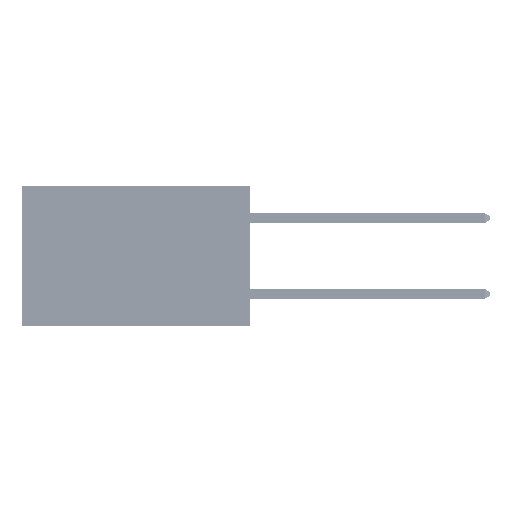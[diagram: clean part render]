
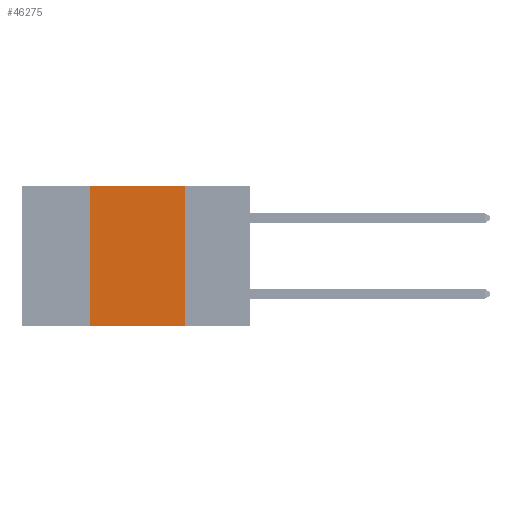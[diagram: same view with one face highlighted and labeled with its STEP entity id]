
A CAD part, left-side view. The second image highlights one B-rep face of the part: STEP entity #46275.
In plain terms, the highlighted planar face has unit normal (-1, 0, 0).
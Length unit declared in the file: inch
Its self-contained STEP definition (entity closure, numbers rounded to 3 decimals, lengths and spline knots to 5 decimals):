
#1653 = VECTOR ( 'NONE', #50687, 39.37008 ) ;
#3240 = CARTESIAN_POINT ( 'NONE',  ( 0., 0.42, 0. ) ) ;
#6561 = EDGE_CURVE ( 'NONE', #7134, #17030, #33644, .T. ) ;
#7134 = VERTEX_POINT ( 'NONE', #13957 ) ;
#7326 = VECTOR ( 'NONE', #51692, 39.37008 ) ;
#10302 = VERTEX_POINT ( 'NONE', #48390 ) ;
#12707 = CARTESIAN_POINT ( 'NONE',  ( 0., 0.42, 0. ) ) ;
#13273 = AXIS2_PLACEMENT_3D ( 'NONE', #28614, #24404, #48963 ) ;
#13957 = CARTESIAN_POINT ( 'NONE',  ( 0., 0.42, -0.37 ) ) ;
#14218 = VECTOR ( 'NONE', #34979, 39.37008 ) ;
#14230 = LINE ( 'NONE', #19455, #7326 ) ;
#17030 = VERTEX_POINT ( 'NONE', #22752 ) ;
#19455 = CARTESIAN_POINT ( 'NONE',  ( 0., 0.17, 0. ) ) ;
#20145 = EDGE_CURVE ( 'NONE', #22428, #10302, #51368, .T. ) ;
#20897 = PLANE ( 'NONE',  #13273 ) ;
#22428 = VERTEX_POINT ( 'NONE', #12707 ) ;
#22752 = CARTESIAN_POINT ( 'NONE',  ( 0., 0.17, -0.37 ) ) ;
#23230 = ORIENTED_EDGE ( 'NONE', *, *, #6561, .T. ) ;
#24404 = DIRECTION ( 'NONE',  ( 1., 0., 0. ) ) ;
#28486 = ORIENTED_EDGE ( 'NONE', *, *, #44128, .F. ) ;
#28614 = CARTESIAN_POINT ( 'NONE',  ( 0., 0.6, 0. ) ) ;
#29538 = CARTESIAN_POINT ( 'NONE',  ( 0., 0.6, 0. ) ) ;
#29898 = LINE ( 'NONE', #3240, #14218 ) ;
#33644 = LINE ( 'NONE', #34596, #1653 ) ;
#34596 = CARTESIAN_POINT ( 'NONE',  ( 0., 0.6, -0.37 ) ) ;
#34979 = DIRECTION ( 'NONE',  ( 0., 0., 1. ) ) ;
#41210 = EDGE_LOOP ( 'NONE', ( #51832, #42261, #28486, #23230 ) ) ;
#42150 = DIRECTION ( 'NONE',  ( 0., -1., 0. ) ) ;
#42261 = ORIENTED_EDGE ( 'NONE', *, *, #20145, .F. ) ;
#44128 = EDGE_CURVE ( 'NONE', #7134, #22428, #29898, .T. ) ;
#46211 = FACE_OUTER_BOUND ( 'NONE', #41210, .T. ) ;
#46275 = ADVANCED_FACE ( 'NONE', ( #46211 ), #20897, .F. ) ;
#46567 = EDGE_CURVE ( 'NONE', #10302, #17030, #14230, .T. ) ;
#48390 = CARTESIAN_POINT ( 'NONE',  ( 0., 0.17, 0. ) ) ;
#48963 = DIRECTION ( 'NONE',  ( 0., 0., -1. ) ) ;
#50687 = DIRECTION ( 'NONE',  ( 0., -1., 0. ) ) ;
#50762 = VECTOR ( 'NONE', #42150, 39.37008 ) ;
#51368 = LINE ( 'NONE', #29538, #50762 ) ;
#51692 = DIRECTION ( 'NONE',  ( 0., 0., -1. ) ) ;
#51832 = ORIENTED_EDGE ( 'NONE', *, *, #46567, .F. ) ;
